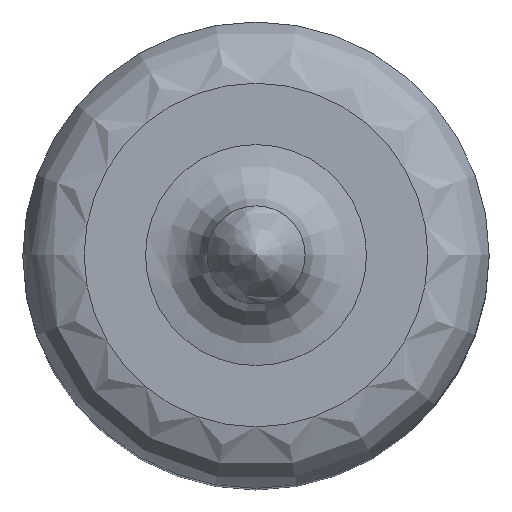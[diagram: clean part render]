
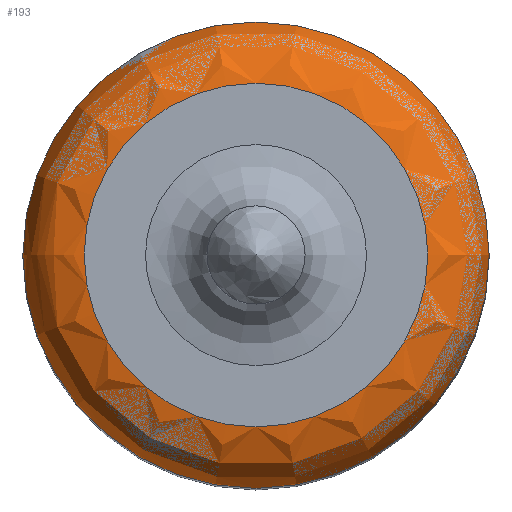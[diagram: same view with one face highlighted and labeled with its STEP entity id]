
A CAD part, top view. The second image highlights one B-rep face of the part: STEP entity #193.
In plain terms, the highlighted face is a revolution surface.
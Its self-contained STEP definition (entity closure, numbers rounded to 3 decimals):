
#44 = EDGE_CURVE('',#45,#45,#47,.T.);
#45 = VERTEX_POINT('',#46);
#46 = CARTESIAN_POINT('',(-7.,0.,43.));
#47 = CIRCLE('',#48,7.);
#48 = AXIS2_PLACEMENT_3D('',#49,#50,#51);
#49 = CARTESIAN_POINT('',(0.,0.,43.));
#50 = DIRECTION('',(0.,0.,1.));
#51 = DIRECTION('',(-1.,-0.,0.));
#172 = EDGE_CURVE('',#173,#173,#175,.T.);
#173 = VERTEX_POINT('',#174);
#174 = CARTESIAN_POINT('',(-9.5,0.,40.5));
#175 = CIRCLE('',#176,9.5);
#176 = AXIS2_PLACEMENT_3D('',#177,#178,#179);
#177 = CARTESIAN_POINT('',(0.,0.,40.5));
#178 = DIRECTION('',(0.,0.,1.));
#179 = DIRECTION('',(-1.,-0.,0.));
#193 = ADVANCED_FACE('',(#194),#206,.F.);
#194 = FACE_BOUND('',#195,.F.);
#195 = EDGE_LOOP('',(#196,#197,#204,#205));
#196 = ORIENTED_EDGE('',*,*,#44,.T.);
#197 = ORIENTED_EDGE('',*,*,#198,.T.);
#198 = EDGE_CURVE('',#45,#173,#199,.T.);
#199 = CIRCLE('',#200,2.5);
#200 = AXIS2_PLACEMENT_3D('',#201,#202,#203);
#201 = CARTESIAN_POINT('',(-7.,0.,40.5));
#202 = DIRECTION('',(0.,-1.,0.));
#203 = DIRECTION('',(1.,0.,0.));
#204 = ORIENTED_EDGE('',*,*,#172,.F.);
#205 = ORIENTED_EDGE('',*,*,#198,.F.);
#206 = SURFACE_OF_REVOLUTION('',#207,#212);
#207 = CIRCLE('',#208,2.5);
#208 = AXIS2_PLACEMENT_3D('',#209,#210,#211);
#209 = CARTESIAN_POINT('',(-7.,0.,40.5));
#210 = DIRECTION('',(0.,-1.,0.));
#211 = DIRECTION('',(1.,0.,0.));
#212 = AXIS1_PLACEMENT('',#213,#214);
#213 = CARTESIAN_POINT('',(0.,0.,0.));
#214 = DIRECTION('',(0.,0.,1.));
